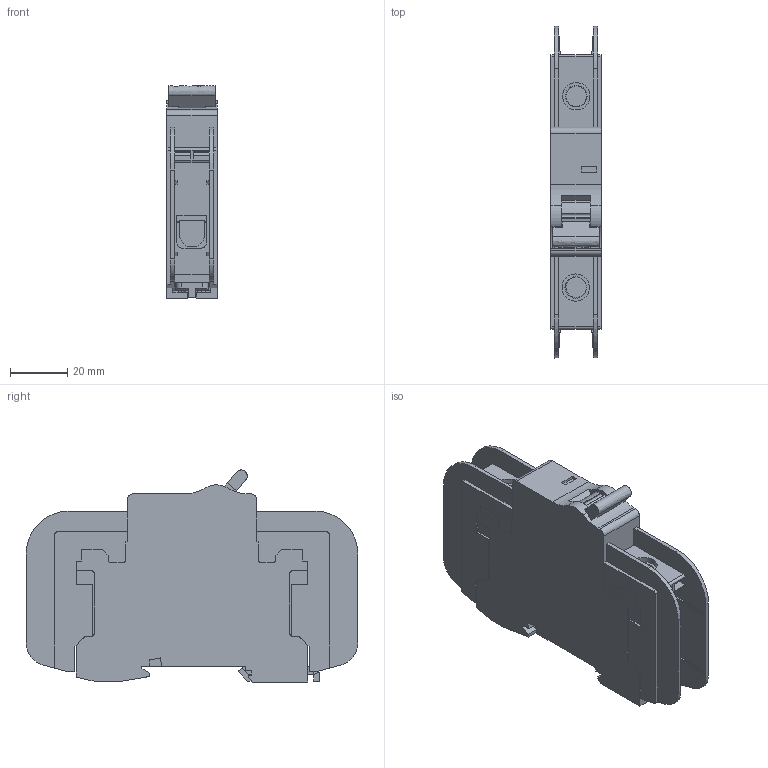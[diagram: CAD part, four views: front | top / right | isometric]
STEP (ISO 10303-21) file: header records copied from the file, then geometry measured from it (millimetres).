
FILE_DESCRIPTION(('CATIA V5 STEP Exchange','CAx-IF Rec.Pracs.--- Model Styling and Organization---1.4--- 2014-01-23'),'2;1');
FILE_NAME ('D1602117_1', '2024-02-19T12:24:00+00:00', ('none'), ('Weidmueller'), 'CATIA Version 5-6 Release 2016 SP3 HF44', 'CATIA V5 STEP AP214', 'none');
FILE_SCHEMA(('AUTOMOTIVE_DESIGN { 1 0 10303 214 1 1 1 1 }'));
Length unit declared in the file: millimetre
Products named in the file (1): S3D_MCB_489_1P
Bounding box: 17.6 x 115.74 x 73.95 mm (x, y, z)
Volume: 87381 mm3; surface area: 32812.1 mm2
Topology: 3 solids, 3 shells, 688 faces, 2004 edges, 1340 vertices
Faces by surface type: plane 525, cylinder 83, extrusion 80
Entity records: 23324 total; most frequent: CARTESIAN_POINT 6103, ORIENTED_EDGE 4008, DIRECTION 2578, EDGE_CURVE 2004, VECTOR 1629, LINE 1549, VERTEX_POINT 1340, EDGE_LOOP 720
